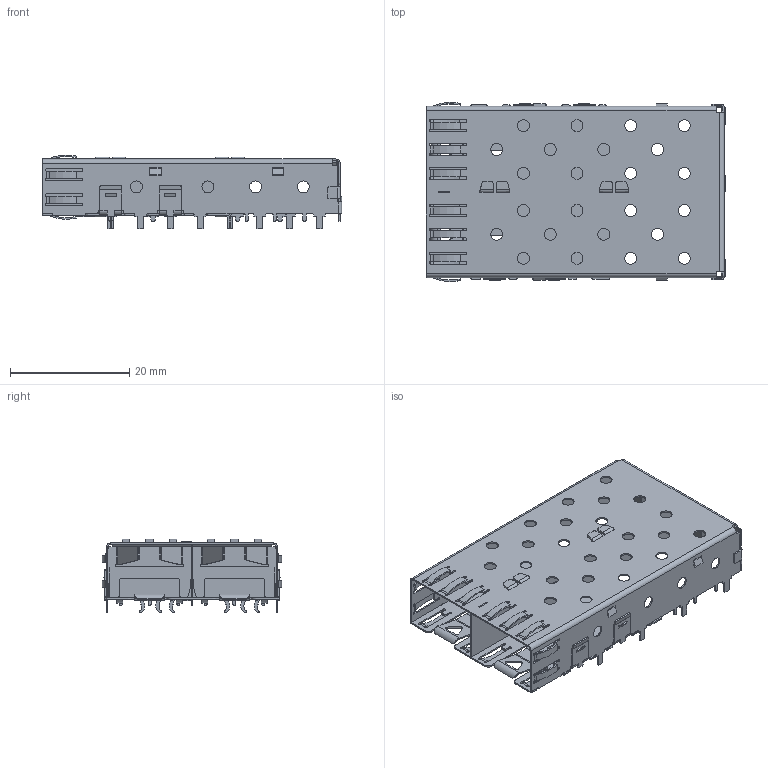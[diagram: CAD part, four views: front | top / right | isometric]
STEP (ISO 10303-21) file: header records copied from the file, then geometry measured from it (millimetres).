
FILE_DESCRIPTION(('FreeCAD Model'),'2;1');
FILE_NAME('Open CASCADE Shape Model','2023-11-09T11:36:50',( 'kicad StepUp'),('ksu MCAD'),'Open CASCADE STEP processor 7.6', 'FreeCAD','Unknown');
FILE_SCHEMA(('AUTOMOTIVE_DESIGN { 1 0 10303 214 1 1 1 1 }'));
Length unit declared in the file: millimetre
Products named in the file (1): C-1761014-3
Bounding box: 50.25 x 30.05 x 12.4 mm (x, y, z)
Volume: 989.6 mm3; surface area: 7880 mm2
Topology: 1 solids, 1 shells, 1198 faces, 3565 edges, 2349 vertices
Faces by surface type: cylinder 602, plane 596
Entity records: 41260 total; most frequent: CARTESIAN_POINT 7776, ORIENTED_EDGE 7130, DIRECTION 7107, EDGE_CURVE 3565, AXIS2_PLACEMENT_3D 2417, VERTEX_POINT 2349, LINE 2273, VECTOR 2273
